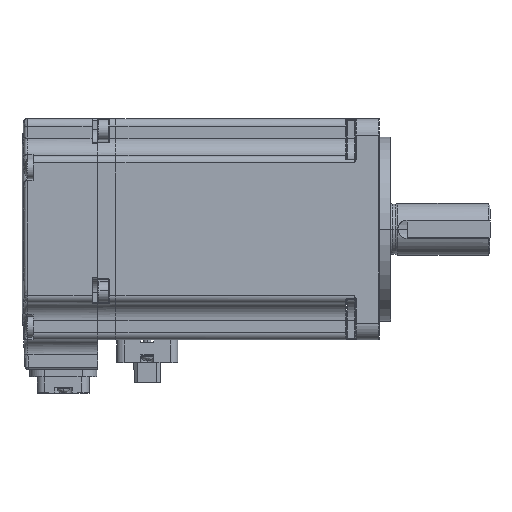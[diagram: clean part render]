
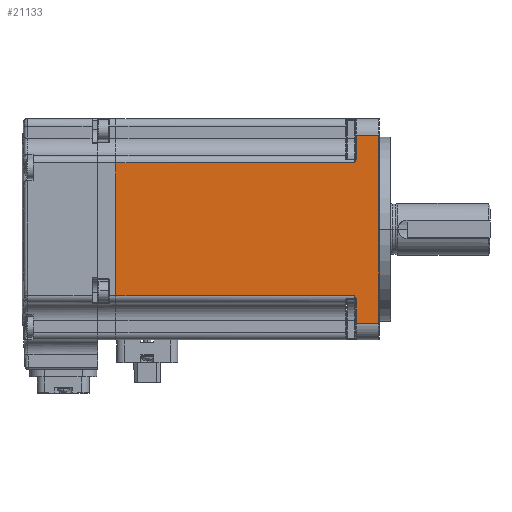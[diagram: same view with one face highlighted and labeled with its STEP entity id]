
A CAD part, left-side view. The second image highlights one B-rep face of the part: STEP entity #21133.
In plain terms, the highlighted planar face has unit normal (-1, 0, 0).
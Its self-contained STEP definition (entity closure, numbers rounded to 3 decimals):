
#21 = VERTEX_POINT ( 'NONE', #39793 ) ;
#33 = ORIENTED_EDGE ( 'NONE', *, *, #10801, .F. ) ;
#270 = ORIENTED_EDGE ( 'NONE', *, *, #13196, .T. ) ;
#628 = LINE ( 'NONE', #23896, #24921 ) ;
#678 = EDGE_CURVE ( 'NONE', #6186, #21, #25249, .T. ) ;
#1564 = FACE_OUTER_BOUND ( 'NONE', #18008, .T. ) ;
#1960 = VECTOR ( 'NONE', #9813, 1000. ) ;
#2221 = VECTOR ( 'NONE', #16923, 1000. ) ;
#2228 = CARTESIAN_POINT ( 'NONE',  ( -30., -8., 25.5 ) ) ;
#2367 = DIRECTION ( 'NONE',  ( 0., -1., 0. ) ) ;
#2549 = DIRECTION ( 'NONE',  ( 1., 0., 0. ) ) ;
#2866 = CARTESIAN_POINT ( 'NONE',  ( -30., -10.152, -18.893 ) ) ;
#3221 = VECTOR ( 'NONE', #2367, 1000. ) ;
#3351 = PLANE ( 'NONE',  #26818 ) ;
#3579 = VERTEX_POINT ( 'NONE', #37293 ) ;
#3982 = DIRECTION ( 'NONE',  ( 0., -1., 0. ) ) ;
#4153 = ORIENTED_EDGE ( 'NONE', *, *, #29634, .T. ) ;
#4166 = CARTESIAN_POINT ( 'NONE',  ( -30., 55.5, -18. ) ) ;
#4219 = LINE ( 'NONE', #2228, #3221 ) ;
#4533 = ORIENTED_EDGE ( 'NONE', *, *, #25259, .T. ) ;
#4603 = VECTOR ( 'NONE', #3982, 1000. ) ;
#5007 = CARTESIAN_POINT ( 'NONE',  ( -30., -9.8, 18. ) ) ;
#5051 = CARTESIAN_POINT ( 'NONE',  ( -30., -10.152, 18.893 ) ) ;
#5321 = CARTESIAN_POINT ( 'NONE',  ( -30., -10.077, 18.581 ) ) ;
#5442 = CARTESIAN_POINT ( 'NONE',  ( -30., -10.194, -19.065 ) ) ;
#5799 = ORIENTED_EDGE ( 'NONE', *, *, #6449, .T. ) ;
#6098 = CARTESIAN_POINT ( 'NONE',  ( -30., -9.937, 18.29 ) ) ;
#6160 = CARTESIAN_POINT ( 'NONE',  ( -30., -10.152, 18.893 ) ) ;
#6186 = VERTEX_POINT ( 'NONE', #20939 ) ;
#6195 = CARTESIAN_POINT ( 'NONE',  ( -30., -10.162, 18.936 ) ) ;
#6253 = CARTESIAN_POINT ( 'NONE',  ( -30., -10.175, 18.978 ) ) ;
#6329 = CARTESIAN_POINT ( 'NONE',  ( -30., -10.194, 19.065 ) ) ;
#6385 = CARTESIAN_POINT ( 'NONE',  ( -30., -10.2, 19.109 ) ) ;
#6449 = EDGE_CURVE ( 'NONE', #38973, #30630, #28094, .T. ) ;
#6473 = CARTESIAN_POINT ( 'NONE',  ( -30., -10.2, 19.153 ) ) ;
#6530 = EDGE_CURVE ( 'NONE', #11714, #27718, #20963, .T. ) ;
#7733 = CARTESIAN_POINT ( 'NONE',  ( -30., -9.8, -18. ) ) ;
#7992 = CARTESIAN_POINT ( 'NONE',  ( -30., -10.152, -18.893 ) ) ;
#8427 = DIRECTION ( 'NONE',  ( 0., 0., 1. ) ) ;
#8511 = CARTESIAN_POINT ( 'NONE',  ( -30., -16.3, 25.5 ) ) ;
#8679 = CARTESIAN_POINT ( 'NONE',  ( -30., -10.2, -19.153 ) ) ;
#9740 = LINE ( 'NONE', #4166, #2221 ) ;
#9813 = DIRECTION ( 'NONE',  ( 0., 0., -1. ) ) ;
#9984 = ORIENTED_EDGE ( 'NONE', *, *, #13308, .F. ) ;
#10801 = EDGE_CURVE ( 'NONE', #13853, #27718, #29304, .T. ) ;
#11714 = VERTEX_POINT ( 'NONE', #17846 ) ;
#11896 = VECTOR ( 'NONE', #27309, 1000. ) ;
#12972 = ORIENTED_EDGE ( 'NONE', *, *, #18831, .F. ) ;
#13063 = LINE ( 'NONE', #29227, #4603 ) ;
#13196 = EDGE_CURVE ( 'NONE', #21653, #11714, #26433, .T. ) ;
#13308 = EDGE_CURVE ( 'NONE', #3579, #30630, #4219, .T. ) ;
#13853 = VERTEX_POINT ( 'NONE', #20604 ) ;
#14280 = ORIENTED_EDGE ( 'NONE', *, *, #6530, .T. ) ;
#14513 = DIRECTION ( 'NONE',  ( 0., 0., -1. ) ) ;
#15237 = CARTESIAN_POINT ( 'NONE',  ( -30., -16.3, 25.5 ) ) ;
#15490 = CARTESIAN_POINT ( 'NONE',  ( -30., -9.8, -18. ) ) ;
#16923 = DIRECTION ( 'NONE',  ( 0., -1., 0. ) ) ;
#17040 = DIRECTION ( 'NONE',  ( 0., -1., 0. ) ) ;
#17846 = CARTESIAN_POINT ( 'NONE',  ( -30., -10.152, 18.893 ) ) ;
#18008 = EDGE_LOOP ( 'NONE', ( #12972, #35636, #4533, #23925, #34844, #25321, #5799, #9984, #4153, #270, #14280, #33 ) ) ;
#18831 = EDGE_CURVE ( 'NONE', #22026, #13853, #22239, .T. ) ;
#19641 = VECTOR ( 'NONE', #8427, 1000. ) ;
#19845 = CARTESIAN_POINT ( 'NONE',  ( -30., -9.8, 18. ) ) ;
#20604 = CARTESIAN_POINT ( 'NONE',  ( -30., 55., 18. ) ) ;
#20858 = CARTESIAN_POINT ( 'NONE',  ( -30., -8., 25.5 ) ) ;
#20939 = CARTESIAN_POINT ( 'NONE',  ( -30., -10.2, -19.153 ) ) ;
#20963 = B_SPLINE_CURVE_WITH_KNOTS ( 'NONE', 3,
 ( #5051, #5321, #6098, #5007 ),
 .UNSPECIFIED., .F., .F.,
 ( 4, 4 ),
 ( 0., 0.001 ),
 .UNSPECIFIED. ) ;
#21133 = ADVANCED_FACE ( 'NONE', ( #1564 ), #3351, .F. ) ;
#21194 = CARTESIAN_POINT ( 'NONE',  ( -30., -10.162, -18.936 ) ) ;
#21653 = VERTEX_POINT ( 'NONE', #33490 ) ;
#21837 = CARTESIAN_POINT ( 'NONE',  ( -30., -10.076, -18.581 ) ) ;
#22026 = VERTEX_POINT ( 'NONE', #27059 ) ;
#22239 = LINE ( 'NONE', #26557, #11896 ) ;
#23896 = CARTESIAN_POINT ( 'NONE',  ( -30., -10.2, 18. ) ) ;
#23925 = ORIENTED_EDGE ( 'NONE', *, *, #40561, .T. ) ;
#24404 = CARTESIAN_POINT ( 'NONE',  ( -30., -10.175, -18.978 ) ) ;
#24921 = VECTOR ( 'NONE', #14513, 1000. ) ;
#25249 = LINE ( 'NONE', #25616, #1960 ) ;
#25259 = EDGE_CURVE ( 'NONE', #25566, #30149, #28041, .T. ) ;
#25321 = ORIENTED_EDGE ( 'NONE', *, *, #41313, .T. ) ;
#25566 = VERTEX_POINT ( 'NONE', #7733 ) ;
#25616 = CARTESIAN_POINT ( 'NONE',  ( -30., -10.2, -25.5 ) ) ;
#26433 = B_SPLINE_CURVE_WITH_KNOTS ( 'NONE', 3,
 ( #6473, #6385, #6329, #6253, #6195, #6160 ),
 .UNSPECIFIED., .F., .F.,
 ( 4, 2, 4 ),
 ( 0., 0., 0. ),
 .UNSPECIFIED. ) ;
#26557 = CARTESIAN_POINT ( 'NONE',  ( -30., 55., 25.5 ) ) ;
#26818 = AXIS2_PLACEMENT_3D ( 'NONE', #20858, #2549, #28324 ) ;
#27059 = CARTESIAN_POINT ( 'NONE',  ( -30., 55., -18. ) ) ;
#27309 = DIRECTION ( 'NONE',  ( 0., 0., 1. ) ) ;
#27457 = CARTESIAN_POINT ( 'NONE',  ( -30., 55.5, 18. ) ) ;
#27589 = CARTESIAN_POINT ( 'NONE',  ( -30., -10.2, -19.109 ) ) ;
#27718 = VERTEX_POINT ( 'NONE', #19845 ) ;
#28041 = B_SPLINE_CURVE_WITH_KNOTS ( 'NONE', 3,
 ( #15490, #34509, #21837, #2866 ),
 .UNSPECIFIED., .F., .F.,
 ( 4, 4 ),
 ( 0., 0.001 ),
 .UNSPECIFIED. ) ;
#28094 = LINE ( 'NONE', #8511, #19641 ) ;
#28156 = EDGE_CURVE ( 'NONE', #22026, #25566, #9740, .T. ) ;
#28324 = DIRECTION ( 'NONE',  ( 0., 0., -1. ) ) ;
#29227 = CARTESIAN_POINT ( 'NONE',  ( -30., -8., -25.5 ) ) ;
#29304 = LINE ( 'NONE', #27457, #36763 ) ;
#29634 = EDGE_CURVE ( 'NONE', #3579, #21653, #628, .T. ) ;
#30149 = VERTEX_POINT ( 'NONE', #7992 ) ;
#30630 = VERTEX_POINT ( 'NONE', #15237 ) ;
#33490 = CARTESIAN_POINT ( 'NONE',  ( -30., -10.2, 19.153 ) ) ;
#34509 = CARTESIAN_POINT ( 'NONE',  ( -30., -9.937, -18.29 ) ) ;
#34844 = ORIENTED_EDGE ( 'NONE', *, *, #678, .T. ) ;
#35273 = B_SPLINE_CURVE_WITH_KNOTS ( 'NONE', 3,
 ( #40340, #21194, #24404, #5442, #27589, #8679 ),
 .UNSPECIFIED., .F., .F.,
 ( 4, 2, 4 ),
 ( 0., 0., 0. ),
 .UNSPECIFIED. ) ;
#35636 = ORIENTED_EDGE ( 'NONE', *, *, #28156, .T. ) ;
#36763 = VECTOR ( 'NONE', #17040, 1000. ) ;
#37293 = CARTESIAN_POINT ( 'NONE',  ( -30., -10.2, 25.5 ) ) ;
#38973 = VERTEX_POINT ( 'NONE', #40776 ) ;
#39793 = CARTESIAN_POINT ( 'NONE',  ( -30., -10.2, -25.5 ) ) ;
#40340 = CARTESIAN_POINT ( 'NONE',  ( -30., -10.152, -18.893 ) ) ;
#40561 = EDGE_CURVE ( 'NONE', #30149, #6186, #35273, .T. ) ;
#40776 = CARTESIAN_POINT ( 'NONE',  ( -30., -16.3, -25.5 ) ) ;
#41313 = EDGE_CURVE ( 'NONE', #21, #38973, #13063, .T. ) ;
